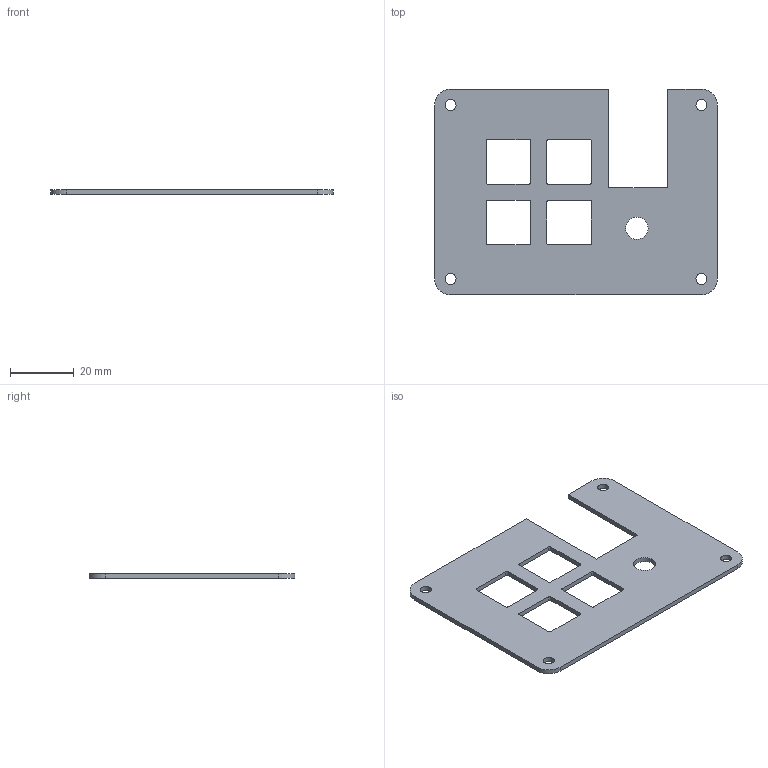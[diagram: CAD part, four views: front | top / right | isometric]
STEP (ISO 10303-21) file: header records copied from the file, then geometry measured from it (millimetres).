
FILE_DESCRIPTION(/* description */ (''),/* implementation_level */ '2;1');
FILE_NAME(/* name */ 'Speedrun pad case top - James - DONE.step',/* time_stamp */ '2026-01-25T16:17:41+11:00',/* author */ (''),/* organization */ (''),/* preprocessor_version */ 'ST-DEVELOPER v20.1',/* originating_system */ 'Autodesk Translation Framework v14.24.0.0',/* authorisation */ '');
FILE_SCHEMA (('AUTOMOTIVE_DESIGN { 1 0 10303 214 3 1 1 }'));
Length unit declared in the file: millimetre
Products named in the file (1): 2026-01-23-14-38-17-234
Bounding box: 88.72 x 64.58 x 1.5 mm (x, y, z)
Volume: 6409.7 mm3; surface area: 9551.3 mm2
Topology: 1 solids, 1 shells, 333 faces, 933 edges, 622 vertices
Faces by surface type: bspline 198, plane 110, cylinder 25
Full cylindrical faces by diameter (mm): 3.4 x4, 7 x1
Entity records: 12586 total; most frequent: CARTESIAN_POINT 5255, ORIENTED_EDGE 1866, EDGE_CURVE 933, DIRECTION 859, VERTEX_POINT 622, LINE 487, VECTOR 487, B_SPLINE_CURVE_WITH_KNOTS 396
